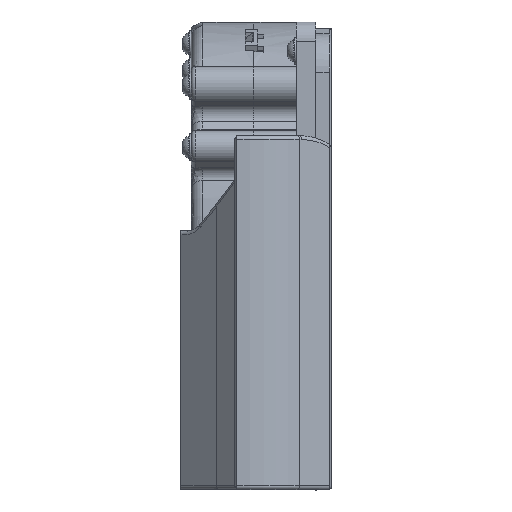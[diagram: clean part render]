
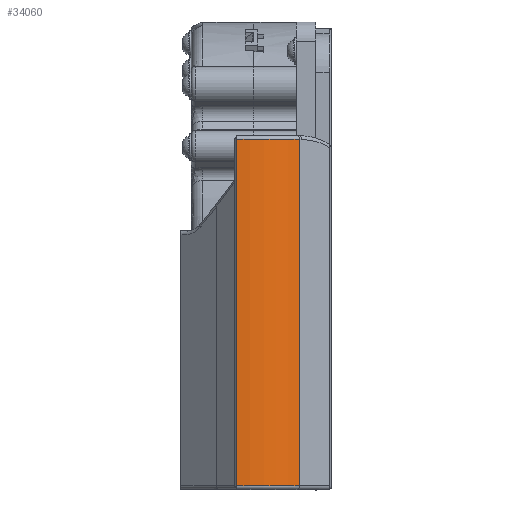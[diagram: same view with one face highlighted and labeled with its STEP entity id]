
A CAD part, top view. The second image highlights one B-rep face of the part: STEP entity #34060.
In plain terms, the highlighted cylindrical face has radius 22.994 mm (diameter 45.988 mm), a partial arc.
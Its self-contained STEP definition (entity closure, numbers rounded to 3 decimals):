
#902=CYLINDRICAL_SURFACE('',#36021,22.994);
#1749=CIRCLE('',#36015,22.994);
#1752=CIRCLE('',#36022,22.994);
#3806=FACE_OUTER_BOUND('',#5717,.T.);
#5717=EDGE_LOOP('',(#22921,#22922,#22923,#22924));
#7929=LINE('',#50579,#10950);
#7974=LINE('',#51111,#10995);
#10950=VECTOR('',#39862,10.);
#10995=VECTOR('',#40025,10.);
#13887=VERTEX_POINT('',#50369);
#13949=VERTEX_POINT('',#50576);
#13950=VERTEX_POINT('',#50578);
#14015=VERTEX_POINT('',#51078);
#17386=EDGE_CURVE('',#13949,#13950,#7929,.T.);
#17483=EDGE_CURVE('',#13950,#14015,#1749,.T.);
#17488=EDGE_CURVE('',#13887,#14015,#7974,.T.);
#17489=EDGE_CURVE('',#13887,#13949,#1752,.T.);
#22921=ORIENTED_EDGE('',*,*,#17386,.F.);
#22922=ORIENTED_EDGE('',*,*,#17489,.F.);
#22923=ORIENTED_EDGE('',*,*,#17488,.T.);
#22924=ORIENTED_EDGE('',*,*,#17483,.F.);
#34060=ADVANCED_FACE('',(#3806),#902,.T.);
#36015=AXIS2_PLACEMENT_3D('',#51079,#40012,#40013);
#36021=AXIS2_PLACEMENT_3D('',#51112,#40026,#40027);
#36022=AXIS2_PLACEMENT_3D('',#51113,#40028,#40029);
#39862=DIRECTION('',(0.,1.,0.));
#40012=DIRECTION('center_axis',(0.,1.,0.));
#40013=DIRECTION('ref_axis',(0.301,0.,0.954));
#40025=DIRECTION('',(0.,1.,0.));
#40026=DIRECTION('center_axis',(0.,-1.,0.));
#40027=DIRECTION('ref_axis',(0.643,0.,0.766));
#40028=DIRECTION('center_axis',(0.,-1.,0.));
#40029=DIRECTION('ref_axis',(0.301,0.,0.954));
#50369=CARTESIAN_POINT('',(105.788,-76.8,223.82));
#50576=CARTESIAN_POINT('',(89.503,-76.8,229.151));
#50578=CARTESIAN_POINT('',(89.503,13.1,229.151));
#50579=CARTESIAN_POINT('',(89.503,-31.85,229.151));
#51078=CARTESIAN_POINT('',(105.788,13.1,223.82));
#51079=CARTESIAN_POINT('Origin',(91.008,13.1,206.206));
#51111=CARTESIAN_POINT('',(105.788,-31.85,223.82));
#51112=CARTESIAN_POINT('Origin',(91.008,-31.85,206.206));
#51113=CARTESIAN_POINT('Origin',(91.008,-76.8,206.206));
